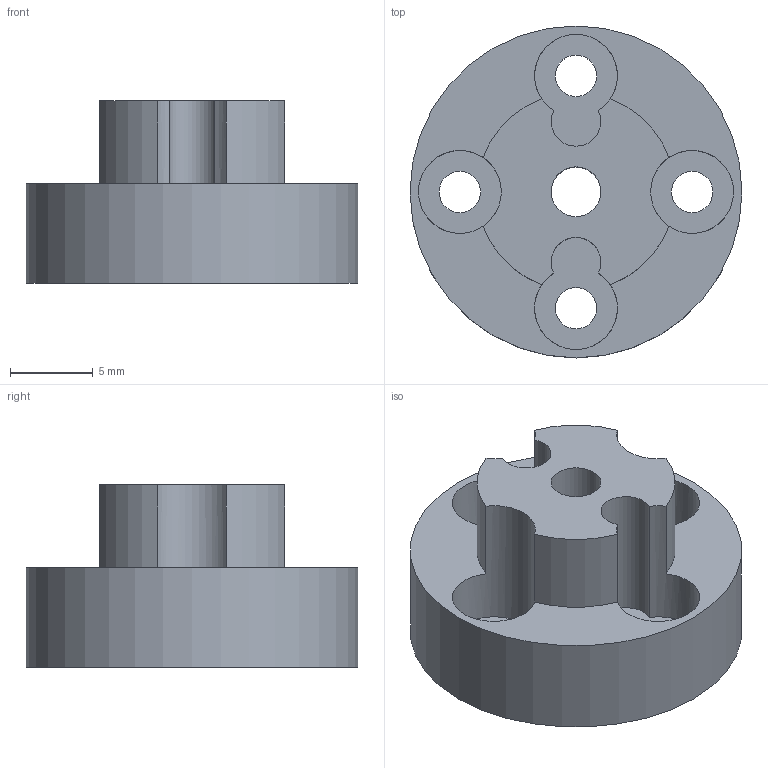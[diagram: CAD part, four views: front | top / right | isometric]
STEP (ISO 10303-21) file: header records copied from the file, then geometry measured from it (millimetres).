
FILE_DESCRIPTION(/* description */ (''),/* implementation_level */ '2;1');
FILE_NAME(/* name */ 'Eccentric Rod Motor Connector.step',/* time_stamp */ '2025-09-14T20:39:47+08:00',/* author */ (''),/* organization */ (''),/* preprocessor_version */ 'ST-DEVELOPER v20.1',/* originating_system */ 'Autodesk Translation Framework v14.10.0.0',/* authorisation */ '');
FILE_SCHEMA (('AUTOMOTIVE_DESIGN { 1 0 10303 214 3 1 1 }'));
Length unit declared in the file: millimetre
Products named in the file (5): Cyclodial Drive v4.4; Interior; 1st Link; Interior_1; Eccentric Rod
Assembly tree (4 placements, depth 5):
  Cyclodial Drive v4.4
    Interior
      1st Link
        Interior_1
          Eccentric Rod
Bounding box: 20 x 20 x 11 mm (x, y, z)
Volume: 1899.7 mm3; surface area: 1597.7 mm2
Topology: 1 solids, 1 shells, 23 faces, 60 edges, 40 vertices
Faces by surface type: cylinder 16, plane 7
Full cylindrical faces by diameter (mm): 2.5 x4, 3 x1, 5 x2, 20 x1
Entity records: 895 total; most frequent: DIRECTION 164, CARTESIAN_POINT 132, ORIENTED_EDGE 120, AXIS2_PLACEMENT_3D 72, EDGE_CURVE 60, CIRCLE 40, VERTEX_POINT 40, EDGE_LOOP 34
